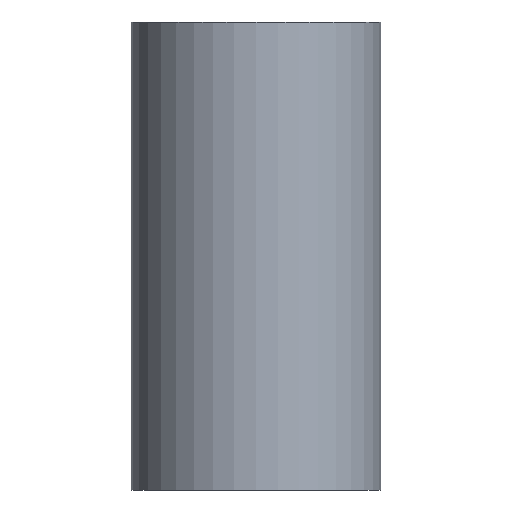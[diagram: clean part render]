
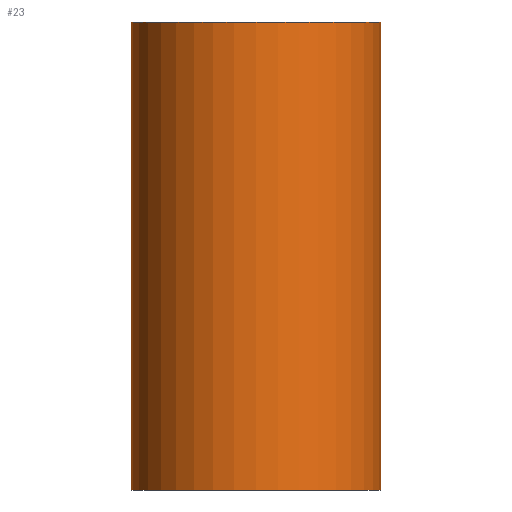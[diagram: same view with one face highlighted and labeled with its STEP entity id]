
A CAD part, front view. The second image highlights one B-rep face of the part: STEP entity #23.
In plain terms, the highlighted cylindrical face has radius 10.65 mm (diameter 21.3 mm), a partial arc.
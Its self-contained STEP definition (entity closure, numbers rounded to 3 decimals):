
#1 = CARTESIAN_POINT ( 'NONE',  ( -10.65, 0., 40. ) ) ;
#6 = VECTOR ( 'NONE', #177, 1000. ) ;
#11 = CARTESIAN_POINT ( 'NONE',  ( -10.65, 0., 0. ) ) ;
#22 = ORIENTED_EDGE ( 'NONE', *, *, #204, .T. ) ;
#23 = ADVANCED_FACE ( 'NONE', ( #157 ), #95, .T. ) ;
#31 = VERTEX_POINT ( 'NONE', #147 ) ;
#32 = EDGE_CURVE ( 'NONE', #56, #132, #230, .T. ) ;
#33 = LINE ( 'NONE', #196, #6 ) ;
#42 = DIRECTION ( 'NONE',  ( 0., 0., 1. ) ) ;
#48 = DIRECTION ( 'NONE',  ( 0., 0., -1. ) ) ;
#51 = VERTEX_POINT ( 'NONE', #117 ) ;
#56 = VERTEX_POINT ( 'NONE', #209 ) ;
#80 = DIRECTION ( 'NONE',  ( 0., 0., 1. ) ) ;
#95 = CYLINDRICAL_SURFACE ( 'NONE', #176, 10.65 ) ;
#100 = ORIENTED_EDGE ( 'NONE', *, *, #187, .F. ) ;
#112 = CIRCLE ( 'NONE', #219, 10.65 ) ;
#116 = CIRCLE ( 'NONE', #208, 10.65 ) ;
#117 = CARTESIAN_POINT ( 'NONE',  ( 10.65, 0., 0. ) ) ;
#132 = VERTEX_POINT ( 'NONE', #11 ) ;
#133 = VECTOR ( 'NONE', #184, 1000. ) ;
#147 = CARTESIAN_POINT ( 'NONE',  ( 10.65, 0., 40. ) ) ;
#148 = DIRECTION ( 'NONE',  ( -1., 0., 0. ) ) ;
#157 = FACE_OUTER_BOUND ( 'NONE', #201, .T. ) ;
#161 = EDGE_CURVE ( 'NONE', #56, #31, #116, .T. ) ;
#163 = CARTESIAN_POINT ( 'NONE',  ( 0., 0., 40. ) ) ;
#174 = ORIENTED_EDGE ( 'NONE', *, *, #161, .F. ) ;
#176 = AXIS2_PLACEMENT_3D ( 'NONE', #197, #48, #148 ) ;
#177 = DIRECTION ( 'NONE',  ( 0., 0., -1. ) ) ;
#178 = DIRECTION ( 'NONE',  ( 1., 0., 0. ) ) ;
#184 = DIRECTION ( 'NONE',  ( 0., 0., -1. ) ) ;
#187 = EDGE_CURVE ( 'NONE', #31, #51, #33, .T. ) ;
#194 = CARTESIAN_POINT ( 'NONE',  ( 0., 0., 0. ) ) ;
#196 = CARTESIAN_POINT ( 'NONE',  ( 10.65, 0., 40. ) ) ;
#197 = CARTESIAN_POINT ( 'NONE',  ( 0., 0., 40. ) ) ;
#201 = EDGE_LOOP ( 'NONE', ( #100, #174, #241, #22 ) ) ;
#204 = EDGE_CURVE ( 'NONE', #132, #51, #112, .T. ) ;
#208 = AXIS2_PLACEMENT_3D ( 'NONE', #163, #42, #178 ) ;
#209 = CARTESIAN_POINT ( 'NONE',  ( -10.65, 0., 40. ) ) ;
#210 = DIRECTION ( 'NONE',  ( 1., 0., 0. ) ) ;
#219 = AXIS2_PLACEMENT_3D ( 'NONE', #194, #80, #210 ) ;
#230 = LINE ( 'NONE', #1, #133 ) ;
#241 = ORIENTED_EDGE ( 'NONE', *, *, #32, .T. ) ;
